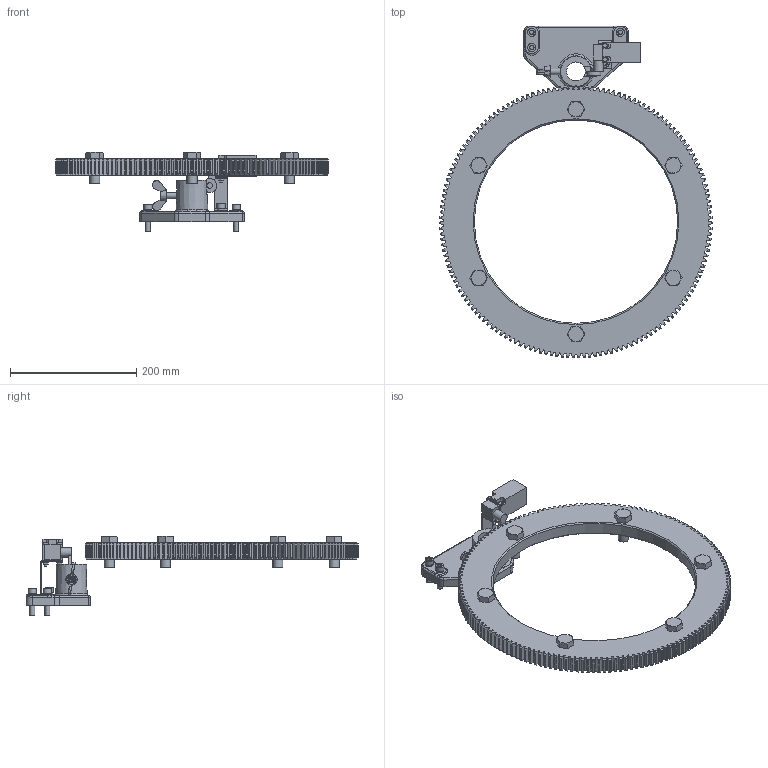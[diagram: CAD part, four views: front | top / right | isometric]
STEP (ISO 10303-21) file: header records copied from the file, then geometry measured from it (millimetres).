
FILE_DESCRIPTION (( 'STEP AP203' ), '1' );
FILE_NAME ('uapll80.STEP', '2022-11-03T11:02:36', ( '' ), ( '' ), '', '', '' );
FILE_SCHEMA (( 'CONFIG_CONTROL_DESIGN' ));
Length unit declared in the file: millimetre
Products named in the file (1): uapll80
Bounding box: 431.69 x 525.82 x 125.5 mm (x, y, z)
Volume: 1793618.6 mm3; surface area: 318948.1 mm2
Topology: 2 solids, 2 shells, 1374 faces, 3852 edges, 2532 vertices
Faces by surface type: cylinder 411, cone 377, bspline 317, plane 258, torus 11
Full cylindrical faces by diameter (mm): 4 x4, 4.3 x2, 5 x2, 8 x6, 8.5 x2, 9 x7, 10 x2, 13 x6, 15 x1, 16 x6, 16.203 x1, 17.5 x6, 18 x1, 22 x1, 30 x1, 322 x1, 404 x1
Entity records: 48872 total; most frequent: CARTESIAN_POINT 16622, ORIENTED_EDGE 7488, DIRECTION 5630, EDGE_CURVE 3744, VERTEX_POINT 2490, AXIS2_PLACEMENT_3D 2292, EDGE_LOOP 1514, B_SPLINE_CURVE_WITH_KNOTS 1428
